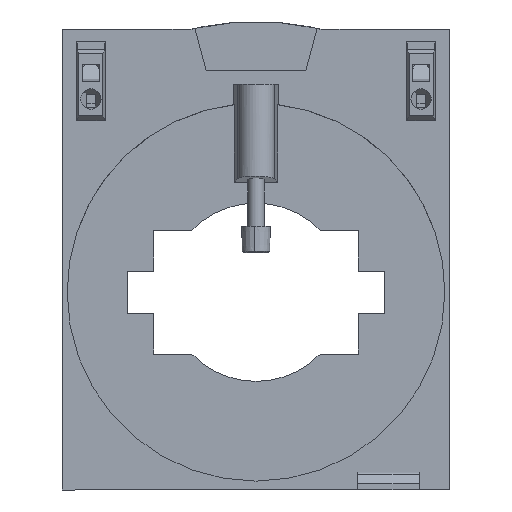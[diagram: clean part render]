
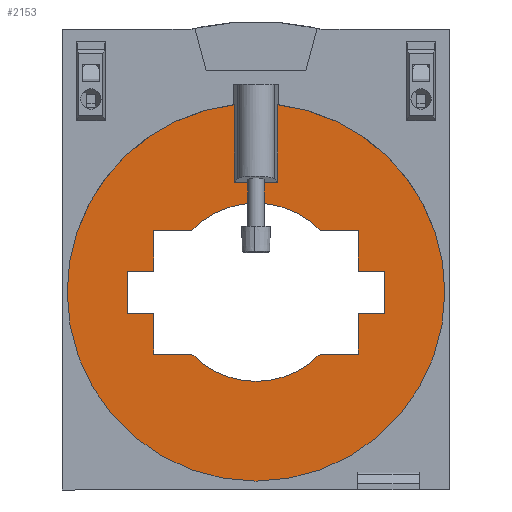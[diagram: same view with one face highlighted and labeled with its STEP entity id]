
A CAD part, front view. The second image highlights one B-rep face of the part: STEP entity #2153.
In plain terms, the highlighted planar face has unit normal (0, -1, 0).
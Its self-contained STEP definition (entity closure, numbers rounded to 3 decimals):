
#913=AXIS2_PLACEMENT_3D('Circle Axis2P3D',#911,#912,$) ;
#940=AXIS2_PLACEMENT_3D('Circle Axis2P3D',#938,#939,$) ;
#974=AXIS2_PLACEMENT_3D('Circle Axis2P3D',#972,#973,$) ;
#2008=AXIS2_PLACEMENT_3D('Plane Axis2P3D',#2005,#2006,#2007) ;
#2076=AXIS2_PLACEMENT_3D('Circle Axis2P3D',#2074,#2075,$) ;
#2132=AXIS2_PLACEMENT_3D('Circle Axis2P3D',#2130,#2131,$) ;
#864=CARTESIAN_POINT('Vertex',(52.775,16.5,75.5)) ;
#867=CARTESIAN_POINT('Line Origine',(52.775,16.5,85.012)) ;
#871=CARTESIAN_POINT('Vertex',(52.775,16.5,94.524)) ;
#911=CARTESIAN_POINT('Axis2P3D Location',(47.5,16.5,48.5)) ;
#915=CARTESIAN_POINT('Vertex',(93.825,16.5,48.5)) ;
#938=CARTESIAN_POINT('Axis2P3D Location',(47.5,16.5,48.5)) ;
#942=CARTESIAN_POINT('Vertex',(1.175,16.5,48.5)) ;
#972=CARTESIAN_POINT('Axis2P3D Location',(47.5,16.5,48.5)) ;
#976=CARTESIAN_POINT('Vertex',(42.225,16.5,94.524)) ;
#1012=CARTESIAN_POINT('Line Origine',(42.225,16.5,85.012)) ;
#1016=CARTESIAN_POINT('Vertex',(42.225,16.5,75.5)) ;
#2005=CARTESIAN_POINT('Axis2P3D Location',(47.5,16.5,48.5)) ;
#2010=CARTESIAN_POINT('Line Origine',(47.5,16.5,75.5)) ;
#2023=CARTESIAN_POINT('Line Origine',(27.071,16.5,33.341)) ;
#2027=CARTESIAN_POINT('Vertex',(22.391,16.5,33.341)) ;
#2029=CARTESIAN_POINT('Vertex',(31.751,16.5,33.341)) ;
#2032=CARTESIAN_POINT('Line Origine',(22.391,16.5,38.341)) ;
#2036=CARTESIAN_POINT('Vertex',(22.391,16.5,43.341)) ;
#2039=CARTESIAN_POINT('Line Origine',(19.141,16.5,43.341)) ;
#2043=CARTESIAN_POINT('Vertex',(15.891,16.5,43.341)) ;
#2046=CARTESIAN_POINT('Line Origine',(15.891,16.5,48.5)) ;
#2050=CARTESIAN_POINT('Vertex',(15.891,16.5,53.659)) ;
#2053=CARTESIAN_POINT('Line Origine',(19.141,16.5,53.659)) ;
#2057=CARTESIAN_POINT('Vertex',(22.391,16.5,53.659)) ;
#2060=CARTESIAN_POINT('Line Origine',(22.391,16.5,58.659)) ;
#2064=CARTESIAN_POINT('Vertex',(22.391,16.5,63.659)) ;
#2067=CARTESIAN_POINT('Line Origine',(27.071,16.5,63.659)) ;
#2071=CARTESIAN_POINT('Vertex',(31.751,16.5,63.659)) ;
#2074=CARTESIAN_POINT('Axis2P3D Location',(47.5,16.5,48.5)) ;
#2078=CARTESIAN_POINT('Vertex',(63.249,16.5,63.659)) ;
#2081=CARTESIAN_POINT('Line Origine',(67.929,16.5,63.659)) ;
#2085=CARTESIAN_POINT('Vertex',(72.609,16.5,63.659)) ;
#2088=CARTESIAN_POINT('Line Origine',(72.609,16.5,58.659)) ;
#2092=CARTESIAN_POINT('Vertex',(72.609,16.5,53.659)) ;
#2095=CARTESIAN_POINT('Line Origine',(75.859,16.5,53.659)) ;
#2099=CARTESIAN_POINT('Vertex',(79.109,16.5,53.659)) ;
#2102=CARTESIAN_POINT('Line Origine',(79.109,16.5,48.5)) ;
#2106=CARTESIAN_POINT('Vertex',(79.109,16.5,43.341)) ;
#2109=CARTESIAN_POINT('Line Origine',(75.859,16.5,43.341)) ;
#2113=CARTESIAN_POINT('Vertex',(72.609,16.5,43.341)) ;
#2116=CARTESIAN_POINT('Line Origine',(72.609,16.5,38.341)) ;
#2120=CARTESIAN_POINT('Vertex',(72.609,16.5,33.341)) ;
#2123=CARTESIAN_POINT('Line Origine',(67.929,16.5,33.341)) ;
#2127=CARTESIAN_POINT('Vertex',(63.249,16.5,33.341)) ;
#2130=CARTESIAN_POINT('Axis2P3D Location',(47.5,16.5,48.5)) ;
#868=DIRECTION('Vector Direction',(0.,0.,1.)) ;
#912=DIRECTION('Axis2P3D Direction',(0.,-1.,0.)) ;
#939=DIRECTION('Axis2P3D Direction',(0.,-1.,0.)) ;
#973=DIRECTION('Axis2P3D Direction',(0.,-1.,0.)) ;
#1013=DIRECTION('Vector Direction',(0.,0.,1.)) ;
#2006=DIRECTION('Axis2P3D Direction',(0.,-1.,0.)) ;
#2007=DIRECTION('Axis2P3D XDirection',(-1.,0.,0.)) ;
#2011=DIRECTION('Vector Direction',(1.,0.,0.)) ;
#2024=DIRECTION('Vector Direction',(1.,0.,0.)) ;
#2033=DIRECTION('Vector Direction',(0.,0.,-1.)) ;
#2040=DIRECTION('Vector Direction',(1.,0.,0.)) ;
#2047=DIRECTION('Vector Direction',(0.,0.,-1.)) ;
#2054=DIRECTION('Vector Direction',(-1.,0.,0.)) ;
#2061=DIRECTION('Vector Direction',(0.,0.,-1.)) ;
#2068=DIRECTION('Vector Direction',(-1.,0.,0.)) ;
#2075=DIRECTION('Axis2P3D Direction',(0.,-1.,0.)) ;
#2082=DIRECTION('Vector Direction',(-1.,0.,0.)) ;
#2089=DIRECTION('Vector Direction',(0.,0.,1.)) ;
#2096=DIRECTION('Vector Direction',(-1.,0.,0.)) ;
#2103=DIRECTION('Vector Direction',(0.,0.,1.)) ;
#2110=DIRECTION('Vector Direction',(1.,0.,0.)) ;
#2117=DIRECTION('Vector Direction',(0.,0.,1.)) ;
#2124=DIRECTION('Vector Direction',(1.,0.,0.)) ;
#2131=DIRECTION('Axis2P3D Direction',(0.,-1.,0.)) ;
#869=VECTOR('Line Direction',#868,1.) ;
#1014=VECTOR('Line Direction',#1013,1.) ;
#2012=VECTOR('Line Direction',#2011,1.) ;
#2025=VECTOR('Line Direction',#2024,1.) ;
#2034=VECTOR('Line Direction',#2033,1.) ;
#2041=VECTOR('Line Direction',#2040,1.) ;
#2048=VECTOR('Line Direction',#2047,1.) ;
#2055=VECTOR('Line Direction',#2054,1.) ;
#2062=VECTOR('Line Direction',#2061,1.) ;
#2069=VECTOR('Line Direction',#2068,1.) ;
#2083=VECTOR('Line Direction',#2082,1.) ;
#2090=VECTOR('Line Direction',#2089,1.) ;
#2097=VECTOR('Line Direction',#2096,1.) ;
#2104=VECTOR('Line Direction',#2103,1.) ;
#2111=VECTOR('Line Direction',#2110,1.) ;
#2118=VECTOR('Line Direction',#2117,1.) ;
#2125=VECTOR('Line Direction',#2124,1.) ;
#2016=ORIENTED_EDGE('',*,*,#917,.T.) ;
#2017=ORIENTED_EDGE('',*,*,#873,.F.) ;
#2018=ORIENTED_EDGE('',*,*,#2014,.F.) ;
#2019=ORIENTED_EDGE('',*,*,#1018,.T.) ;
#2020=ORIENTED_EDGE('',*,*,#978,.T.) ;
#2021=ORIENTED_EDGE('',*,*,#944,.T.) ;
#2136=ORIENTED_EDGE('',*,*,#2031,.F.) ;
#2137=ORIENTED_EDGE('',*,*,#2038,.F.) ;
#2138=ORIENTED_EDGE('',*,*,#2045,.F.) ;
#2139=ORIENTED_EDGE('',*,*,#2052,.F.) ;
#2140=ORIENTED_EDGE('',*,*,#2059,.F.) ;
#2141=ORIENTED_EDGE('',*,*,#2066,.F.) ;
#2142=ORIENTED_EDGE('',*,*,#2073,.F.) ;
#2143=ORIENTED_EDGE('',*,*,#2080,.F.) ;
#2144=ORIENTED_EDGE('',*,*,#2087,.F.) ;
#2145=ORIENTED_EDGE('',*,*,#2094,.F.) ;
#2146=ORIENTED_EDGE('',*,*,#2101,.F.) ;
#2147=ORIENTED_EDGE('',*,*,#2108,.F.) ;
#2148=ORIENTED_EDGE('',*,*,#2115,.F.) ;
#2149=ORIENTED_EDGE('',*,*,#2122,.F.) ;
#2150=ORIENTED_EDGE('',*,*,#2129,.F.) ;
#2151=ORIENTED_EDGE('',*,*,#2134,.F.) ;
#2152=FACE_BOUND('',#2135,.T.) ;
#2153=ADVANCED_FACE('STROMWANDLER',(#2022,#2152),#2009,.T.) ;
#914=CIRCLE('generated circle',#913,46.325) ;
#941=CIRCLE('generated circle',#940,46.325) ;
#975=CIRCLE('generated circle',#974,46.325) ;
#2077=CIRCLE('generated circle',#2076,21.859) ;
#2133=CIRCLE('generated circle',#2132,21.859) ;
#873=EDGE_CURVE('',#865,#872,#870,.T.) ;
#917=EDGE_CURVE('',#916,#872,#914,.T.) ;
#944=EDGE_CURVE('',#943,#916,#941,.T.) ;
#978=EDGE_CURVE('',#977,#943,#975,.T.) ;
#1018=EDGE_CURVE('',#1017,#977,#1015,.T.) ;
#2014=EDGE_CURVE('',#1017,#865,#2013,.T.) ;
#2031=EDGE_CURVE('',#2028,#2030,#2026,.T.) ;
#2038=EDGE_CURVE('',#2037,#2028,#2035,.T.) ;
#2045=EDGE_CURVE('',#2044,#2037,#2042,.T.) ;
#2052=EDGE_CURVE('',#2051,#2044,#2049,.T.) ;
#2059=EDGE_CURVE('',#2058,#2051,#2056,.T.) ;
#2066=EDGE_CURVE('',#2065,#2058,#2063,.T.) ;
#2073=EDGE_CURVE('',#2072,#2065,#2070,.T.) ;
#2080=EDGE_CURVE('',#2079,#2072,#2077,.T.) ;
#2087=EDGE_CURVE('',#2086,#2079,#2084,.T.) ;
#2094=EDGE_CURVE('',#2093,#2086,#2091,.T.) ;
#2101=EDGE_CURVE('',#2100,#2093,#2098,.T.) ;
#2108=EDGE_CURVE('',#2107,#2100,#2105,.T.) ;
#2115=EDGE_CURVE('',#2114,#2107,#2112,.T.) ;
#2122=EDGE_CURVE('',#2121,#2114,#2119,.T.) ;
#2129=EDGE_CURVE('',#2128,#2121,#2126,.T.) ;
#2134=EDGE_CURVE('',#2030,#2128,#2133,.T.) ;
#2015=EDGE_LOOP('',(#2016,#2017,#2018,#2019,#2020,#2021)) ;
#2135=EDGE_LOOP('',(#2136,#2137,#2138,#2139,#2140,#2141,#2142,#2143,#2144,#2145,#2146,#2147,#2148,#2149,#2150,#2151)) ;
#2022=FACE_OUTER_BOUND('',#2015,.T.) ;
#870=LINE('Line',#867,#869) ;
#1015=LINE('Line',#1012,#1014) ;
#2013=LINE('Line',#2010,#2012) ;
#2026=LINE('Line',#2023,#2025) ;
#2035=LINE('Line',#2032,#2034) ;
#2042=LINE('Line',#2039,#2041) ;
#2049=LINE('Line',#2046,#2048) ;
#2056=LINE('Line',#2053,#2055) ;
#2063=LINE('Line',#2060,#2062) ;
#2070=LINE('Line',#2067,#2069) ;
#2084=LINE('Line',#2081,#2083) ;
#2091=LINE('Line',#2088,#2090) ;
#2098=LINE('Line',#2095,#2097) ;
#2105=LINE('Line',#2102,#2104) ;
#2112=LINE('Line',#2109,#2111) ;
#2119=LINE('Line',#2116,#2118) ;
#2126=LINE('Line',#2123,#2125) ;
#2009=PLANE('',#2008) ;
#865=VERTEX_POINT('',#864) ;
#872=VERTEX_POINT('',#871) ;
#916=VERTEX_POINT('',#915) ;
#943=VERTEX_POINT('',#942) ;
#977=VERTEX_POINT('',#976) ;
#1017=VERTEX_POINT('',#1016) ;
#2028=VERTEX_POINT('',#2027) ;
#2030=VERTEX_POINT('',#2029) ;
#2037=VERTEX_POINT('',#2036) ;
#2044=VERTEX_POINT('',#2043) ;
#2051=VERTEX_POINT('',#2050) ;
#2058=VERTEX_POINT('',#2057) ;
#2065=VERTEX_POINT('',#2064) ;
#2072=VERTEX_POINT('',#2071) ;
#2079=VERTEX_POINT('',#2078) ;
#2086=VERTEX_POINT('',#2085) ;
#2093=VERTEX_POINT('',#2092) ;
#2100=VERTEX_POINT('',#2099) ;
#2107=VERTEX_POINT('',#2106) ;
#2114=VERTEX_POINT('',#2113) ;
#2121=VERTEX_POINT('',#2120) ;
#2128=VERTEX_POINT('',#2127) ;
